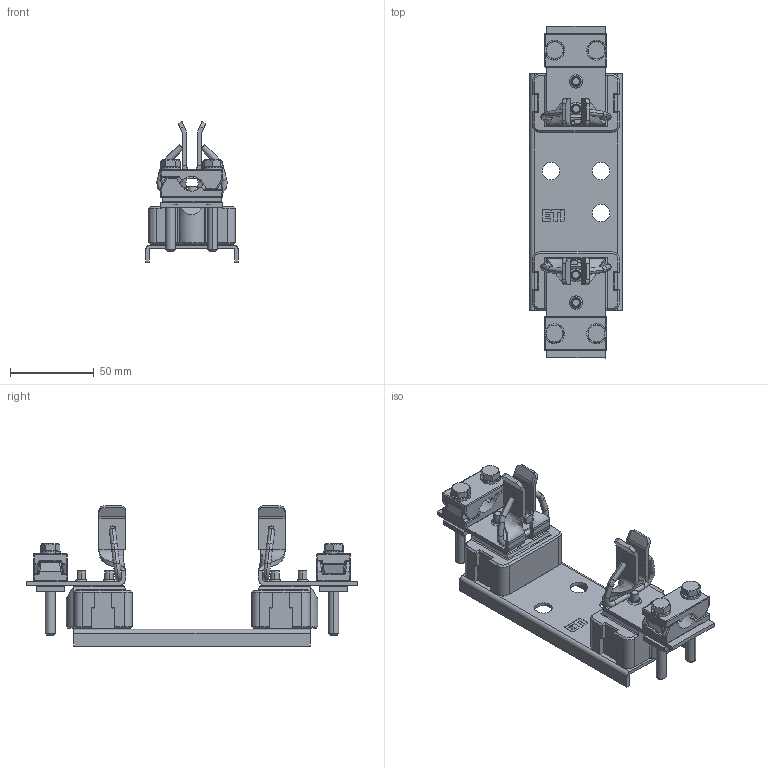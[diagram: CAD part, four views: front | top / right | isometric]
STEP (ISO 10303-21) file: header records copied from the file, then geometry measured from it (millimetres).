
FILE_DESCRIPTION((''),'2;1');
FILE_NAME('004123100_PK1_M10-M10_1P_S_ASM','2023-10-23T10:59:13',('klemen.sitar'),('Audax d.o.o.'),'CREO PARAMETRIC BY PTC INC, 2021304','CREO PARAMETRIC BY PTC INC, 2021304','');
FILE_SCHEMA(('AP242_MANAGED_MODEL_BASED_3D_ENGINEERING_MIM_LF { 1 0 10303 442 1 1 4 }'));
Length unit declared in the file: millimetre
Products named in the file (20): 0000038637_1_1; 0000038447_1_1_2_1; 0000038645_AF0_1_1_2_1; 0000038645_AF1_1_1_2_1; 0000032606_1_1; BOTTOM_1; PRT0002; 56424_L_KLEMMENUNTERTEIL_S1_P_3; K_1_1_1; PRT0005LLLL_1_1_1; 66809_FEDERRING_DIN_127-A6_1_1_; 65714_SECHSKANTSCHRAUBE_M6X50_4; P1_TOP_ASM; 56424_L_KLEMMENUNTERTEIL_S1_P_4; K_1_1_1_1; PRT0005LLLL_1_1_1_1; 66809_FEDERRING_DIN_127-A6_1__1; 65714_SECHSKANTSCHRAUBE_M6X50_5; P1_BOT_ASM; 004123100_PK1_M10-M10_1P_S_ASM
Assembly tree (28 placements, depth 3):
  004123100_PK1_M10-M10_1P_S_ASM
    0000038637_1_1  x2
    0000038447_1_1_2_1  x2
    0000038645_AF0_1_1_2_1
    0000038645_AF1_1_1_2_1
    0000032606_1_1  x4
    BOTTOM_1
    PRT0002
    P1_TOP_ASM
      56424_L_KLEMMENUNTERTEIL_S1_P_3
      K_1_1_1
      PRT0005LLLL_1_1_1
      66809_FEDERRING_DIN_127-A6_1_1_  x2
      65714_SECHSKANTSCHRAUBE_M6X50_4  x2
    P1_BOT_ASM
      56424_L_KLEMMENUNTERTEIL_S1_P_4
      K_1_1_1_1
      PRT0005LLLL_1_1_1_1
      66809_FEDERRING_DIN_127-A6_1__1  x2
      65714_SECHSKANTSCHRAUBE_M6X50_5  x2
Bounding box: 55.02 x 198 x 83.6 mm (x, y, z)
Volume: 154193.9 mm3; surface area: 79032.6 mm2
Topology: 28 solids, 44 shells, 1237 faces, 3158 edges, 1944 vertices
Faces by surface type: plane 593, cylinder 380, bspline 118, cone 82, torus 56, sphere 8
Entity records: 54654 total; most frequent: CARTESIAN_POINT 22150, ORIENTED_EDGE 4322, DIRECTION 3997, PRESENTATION_STYLE_ASSIGNMENT 2585, STYLED_ITEM 2585, CURVE_STYLE 2173, EDGE_CURVE 2173, AXIS2_PLACEMENT_3D 1373
